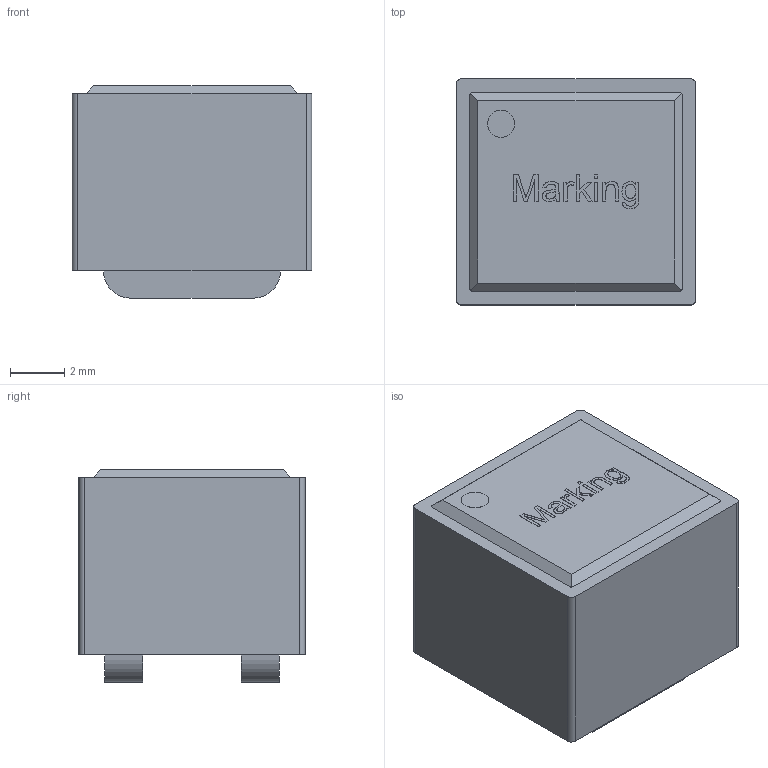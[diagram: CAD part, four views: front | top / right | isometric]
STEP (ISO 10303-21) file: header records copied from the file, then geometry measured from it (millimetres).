
FILE_DESCRIPTION( ( 'Unknown' ), '1' );
FILE_NAME( '74439358xxx.stp', 'Unknown', ( 'Unknown' ), ( 'Unknown' ), 'PSStep 17.0.49', 'Unknown', ' ' );
FILE_SCHEMA( ( 'AUTOMOTIVE_DESIGN { 1 0 10303 214 1 1 1 1 }' ) );
Length unit declared in the file: millimetre
Products named in the file (1): 1
Bounding box: 8.8 x 8.3 x 7.8 mm (x, y, z)
Volume: 507.3 mm3; surface area: 397.5 mm2
Topology: 1 solids, 1 shells, 103 faces, 261 edges, 174 vertices
Faces by surface type: plane 74, extrusion 16, cylinder 13
Full cylindrical faces by diameter (mm): 1 x1
Entity records: 4548 total; most frequent: CARTESIAN_POINT 1438, ORIENTED_EDGE 518, DIRECTION 357, EDGE_CURVE 259, VERTEX_POINT 174, B_SPLINE_CURVE_WITH_KNOTS 140, VECTOR 121, EDGE_LOOP 119
